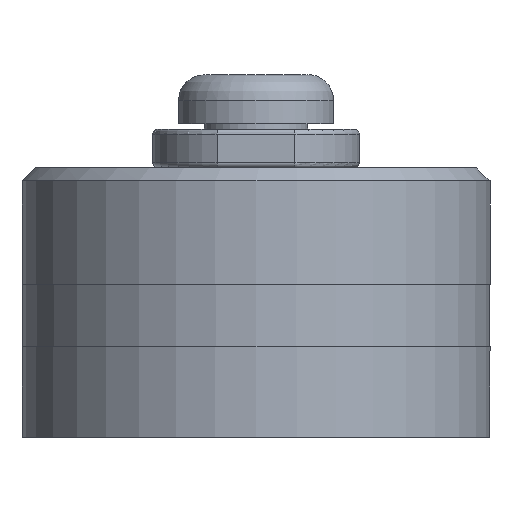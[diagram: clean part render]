
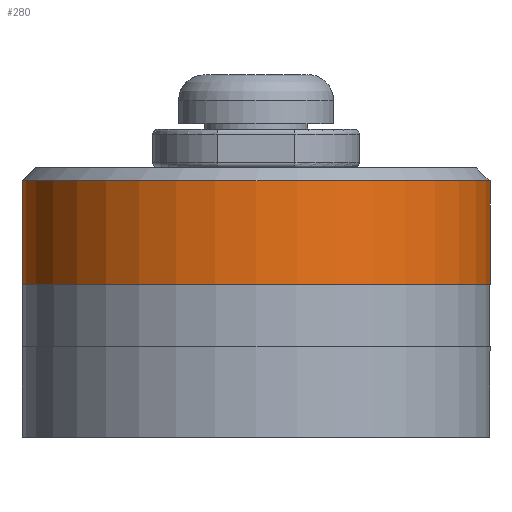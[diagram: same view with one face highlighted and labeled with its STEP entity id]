
A CAD part, left-side view. The second image highlights one B-rep face of the part: STEP entity #280.
In plain terms, the highlighted cylindrical face has radius 9.03 mm (diameter 18.06 mm), a full revolution.
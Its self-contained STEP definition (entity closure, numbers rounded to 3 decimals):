
#196=CYLINDRICAL_SURFACE('',#1039,9.03);
#280=ADVANCED_FACE('3-0-2385',(#382,#383),#196,.T.);
#382=FACE_BOUND('',#466,.T.);
#383=FACE_BOUND('',#467,.T.);
#466=EDGE_LOOP('',(#666));
#467=EDGE_LOOP('',(#667));
#666=ORIENTED_EDGE('',*,*,#854,.F.);
#667=ORIENTED_EDGE('',*,*,#855,.T.);
#753=VERTEX_POINT('',#1635);
#754=VERTEX_POINT('',#1638);
#854=EDGE_CURVE('',#753,#753,#926,.T.);
#855=EDGE_CURVE('',#754,#754,#927,.T.);
#926=CIRCLE('',#1036,9.03);
#927=CIRCLE('',#1038,9.03);
#1036=AXIS2_PLACEMENT_3D('',#1634,#1281,#1282);
#1038=AXIS2_PLACEMENT_3D('',#1637,#1285,#1286);
#1039=AXIS2_PLACEMENT_3D('',#1639,#1287,#1288);
#1281=DIRECTION('',(0.,0.,1.));
#1282=DIRECTION('',(0.,-1.,0.));
#1285=DIRECTION('',(0.,0.,1.));
#1286=DIRECTION('',(0.,-1.,0.));
#1287=DIRECTION('',(0.,0.,1.));
#1288=DIRECTION('',(0.,-1.,0.));
#1634=CARTESIAN_POINT('',(0.305,0.366,2.8));
#1635=CARTESIAN_POINT('',(0.305,-8.664,2.8));
#1637=CARTESIAN_POINT('',(0.305,0.366,-1.2));
#1638=CARTESIAN_POINT('',(0.305,-8.664,-1.2));
#1639=CARTESIAN_POINT('',(0.305,0.366,-1.2));
